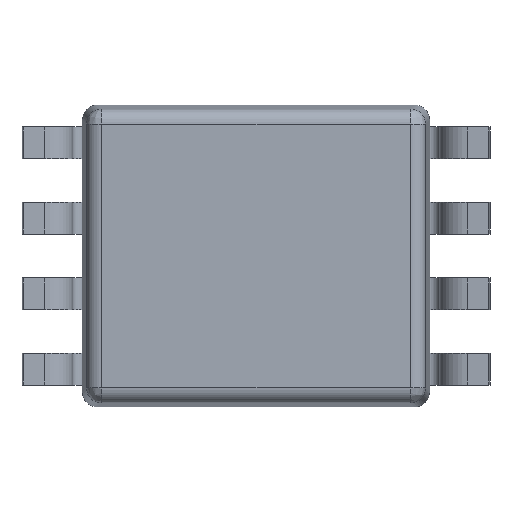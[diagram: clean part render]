
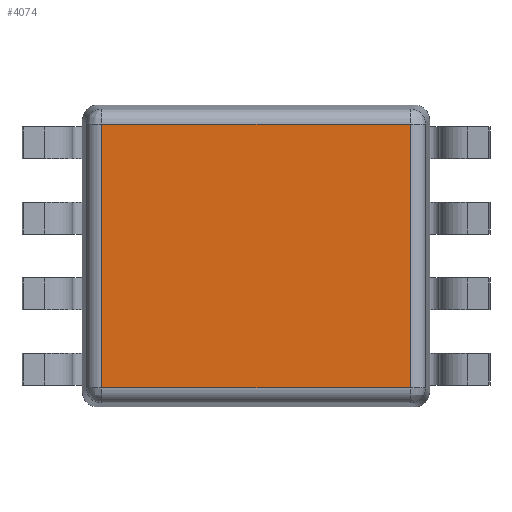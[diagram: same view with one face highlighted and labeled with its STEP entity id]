
A CAD part, front view. The second image highlights one B-rep face of the part: STEP entity #4074.
In plain terms, the highlighted planar face has unit normal (0, -1, 0).
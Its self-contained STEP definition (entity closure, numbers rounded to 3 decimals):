
#138 = CARTESIAN_POINT ( 'NONE',  ( 0., 0.1, -0.873 ) ) ;
#338 = CARTESIAN_POINT ( 'NONE',  ( 1.023, 0.1, 0.873 ) ) ;
#351 = VERTEX_POINT ( 'NONE', #338 ) ;
#421 = DIRECTION ( 'NONE',  ( 0., 0., 1. ) ) ;
#552 = ORIENTED_EDGE ( 'NONE', *, *, #2100, .T. ) ;
#713 = EDGE_CURVE ( 'NONE', #351, #2093, #1660, .T. ) ;
#732 = VERTEX_POINT ( 'NONE', #2591 ) ;
#1106 = CARTESIAN_POINT ( 'NONE',  ( 1.023, 0.1, 0. ) ) ;
#1302 = EDGE_LOOP ( 'NONE', ( #3945, #552, #1717, #2960 ) ) ;
#1394 = FACE_OUTER_BOUND ( 'NONE', #1302, .T. ) ;
#1660 = LINE ( 'NONE', #2621, #2142 ) ;
#1717 = ORIENTED_EDGE ( 'NONE', *, *, #3857, .T. ) ;
#1979 = VERTEX_POINT ( 'NONE', #3108 ) ;
#2093 = VERTEX_POINT ( 'NONE', #2171 ) ;
#2100 = EDGE_CURVE ( 'NONE', #732, #1979, #3510, .T. ) ;
#2142 = VECTOR ( 'NONE', #3333, 1000. ) ;
#2171 = CARTESIAN_POINT ( 'NONE',  ( -1.023, 0.1, 0.873 ) ) ;
#2239 = PLANE ( 'NONE',  #3707 ) ;
#2339 = CARTESIAN_POINT ( 'NONE',  ( -1.023, 0.1, 0. ) ) ;
#2452 = DIRECTION ( 'NONE',  ( 1., 0., 0. ) ) ;
#2509 = LINE ( 'NONE', #2339, #4186 ) ;
#2591 = CARTESIAN_POINT ( 'NONE',  ( -1.023, 0.1, -0.873 ) ) ;
#2621 = CARTESIAN_POINT ( 'NONE',  ( 0., 0.1, 0.873 ) ) ;
#2881 = DIRECTION ( 'NONE',  ( 0., -1., 0. ) ) ;
#2919 = VECTOR ( 'NONE', #421, 1000. ) ;
#2960 = ORIENTED_EDGE ( 'NONE', *, *, #713, .T. ) ;
#3108 = CARTESIAN_POINT ( 'NONE',  ( 1.023, 0.1, -0.873 ) ) ;
#3202 = EDGE_CURVE ( 'NONE', #2093, #732, #2509, .T. ) ;
#3333 = DIRECTION ( 'NONE',  ( -1., 0., 0. ) ) ;
#3510 = LINE ( 'NONE', #138, #3834 ) ;
#3603 = DIRECTION ( 'NONE',  ( 1., 0., 0. ) ) ;
#3707 = AXIS2_PLACEMENT_3D ( 'NONE', #4212, #2881, #3603 ) ;
#3824 = LINE ( 'NONE', #1106, #2919 ) ;
#3834 = VECTOR ( 'NONE', #2452, 1000. ) ;
#3857 = EDGE_CURVE ( 'NONE', #1979, #351, #3824, .T. ) ;
#3945 = ORIENTED_EDGE ( 'NONE', *, *, #3202, .T. ) ;
#4074 = ADVANCED_FACE ( 'NONE', ( #1394 ), #2239, .T. ) ;
#4092 = DIRECTION ( 'NONE',  ( 0., 0., -1. ) ) ;
#4186 = VECTOR ( 'NONE', #4092, 1000. ) ;
#4212 = CARTESIAN_POINT ( 'NONE',  ( 0., 0.1, 0. ) ) ;
